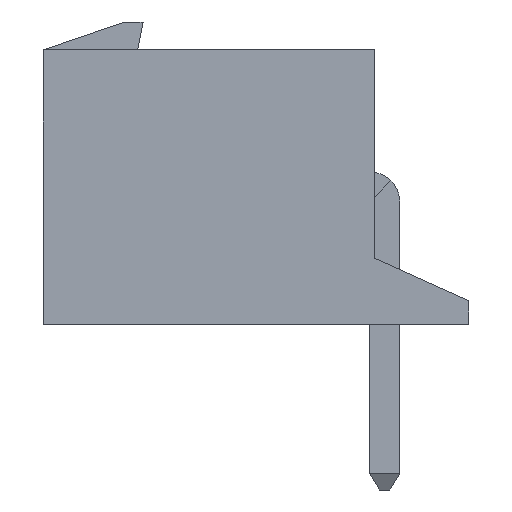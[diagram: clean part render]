
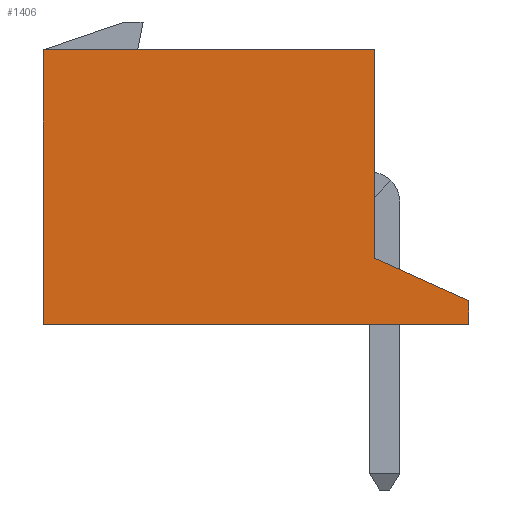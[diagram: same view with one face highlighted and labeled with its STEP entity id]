
A CAD part, left-side view. The second image highlights one B-rep face of the part: STEP entity #1406.
In plain terms, the highlighted planar face has unit normal (-1, 0, 0).
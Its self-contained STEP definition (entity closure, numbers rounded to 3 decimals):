
#235 = VERTEX_POINT ( 'NONE', #5829 ) ;
#290 = PLANE ( 'NONE',  #7646 ) ;
#376 = LINE ( 'NONE', #1407, #4471 ) ;
#429 = LINE ( 'NONE', #2218, #1924 ) ;
#585 = VERTEX_POINT ( 'NONE', #1351 ) ;
#657 = VERTEX_POINT ( 'NONE', #5108 ) ;
#947 = CARTESIAN_POINT ( 'NONE',  ( -7.45, -2., -2.4 ) ) ;
#1190 = CARTESIAN_POINT ( 'NONE',  ( -7.45, 0., -2.9 ) ) ;
#1193 = CARTESIAN_POINT ( 'NONE',  ( -7.45, 7., -2.9 ) ) ;
#1351 = CARTESIAN_POINT ( 'NONE',  ( -7.45, 0., 2.9 ) ) ;
#1406 = ADVANCED_FACE ( 'NONE', ( #11425 ), #290, .T. ) ;
#1407 = CARTESIAN_POINT ( 'NONE',  ( -7.45, 7., 0. ) ) ;
#1443 = LINE ( 'NONE', #4185, #9395 ) ;
#1800 = CARTESIAN_POINT ( 'NONE',  ( -7.45, 0., -1.5 ) ) ;
#1802 = VECTOR ( 'NONE', #9478, 1000. ) ;
#1924 = VECTOR ( 'NONE', #7528, 1000. ) ;
#1934 = VECTOR ( 'NONE', #2960, 1000. ) ;
#2218 = CARTESIAN_POINT ( 'NONE',  ( -7.45, 0., 2.9 ) ) ;
#2894 = LINE ( 'NONE', #11104, #1934 ) ;
#2960 = DIRECTION ( 'NONE',  ( 0., 0., 1. ) ) ;
#2967 = EDGE_CURVE ( 'NONE', #5502, #8471, #5668, .T. ) ;
#3044 = EDGE_CURVE ( 'NONE', #235, #5502, #1443, .T. ) ;
#3223 = DIRECTION ( 'NONE',  ( 0., 1., 0. ) ) ;
#3274 = EDGE_LOOP ( 'NONE', ( #6768, #4576, #11133, #4328, #8924, #9462 ) ) ;
#3916 = DIRECTION ( 'NONE',  ( 0., 0., 1. ) ) ;
#4185 = CARTESIAN_POINT ( 'NONE',  ( -7.45, -2., -2.9 ) ) ;
#4328 = ORIENTED_EDGE ( 'NONE', *, *, #10571, .F. ) ;
#4471 = VECTOR ( 'NONE', #3916, 1000. ) ;
#4576 = ORIENTED_EDGE ( 'NONE', *, *, #5075, .T. ) ;
#4665 = EDGE_CURVE ( 'NONE', #585, #657, #429, .T. ) ;
#4813 = VECTOR ( 'NONE', #3223, 1000. ) ;
#4888 = DIRECTION ( 'NONE',  ( 0., 0., 1. ) ) ;
#5075 = EDGE_CURVE ( 'NONE', #8471, #585, #2894, .T. ) ;
#5108 = CARTESIAN_POINT ( 'NONE',  ( -7.45, 7., 2.9 ) ) ;
#5502 = VERTEX_POINT ( 'NONE', #947 ) ;
#5668 = LINE ( 'NONE', #6608, #1802 ) ;
#5829 = CARTESIAN_POINT ( 'NONE',  ( -7.45, -2., -2.9 ) ) ;
#6608 = CARTESIAN_POINT ( 'NONE',  ( -7.45, -2., -2.4 ) ) ;
#6768 = ORIENTED_EDGE ( 'NONE', *, *, #2967, .T. ) ;
#7528 = DIRECTION ( 'NONE',  ( 0., 1., 0. ) ) ;
#7646 = AXIS2_PLACEMENT_3D ( 'NONE', #1190, #7678, #4888 ) ;
#7678 = DIRECTION ( 'NONE',  ( -1., 0., 0. ) ) ;
#7876 = CARTESIAN_POINT ( 'NONE',  ( -7.45, 0., -2.9 ) ) ;
#8471 = VERTEX_POINT ( 'NONE', #1800 ) ;
#8924 = ORIENTED_EDGE ( 'NONE', *, *, #11248, .F. ) ;
#9395 = VECTOR ( 'NONE', #11616, 1000. ) ;
#9462 = ORIENTED_EDGE ( 'NONE', *, *, #3044, .T. ) ;
#9478 = DIRECTION ( 'NONE',  ( 0., 0.912, 0.41 ) ) ;
#9531 = LINE ( 'NONE', #7876, #4813 ) ;
#9847 = VERTEX_POINT ( 'NONE', #1193 ) ;
#10571 = EDGE_CURVE ( 'NONE', #9847, #657, #376, .T. ) ;
#11104 = CARTESIAN_POINT ( 'NONE',  ( -7.45, 0., -2.9 ) ) ;
#11133 = ORIENTED_EDGE ( 'NONE', *, *, #4665, .T. ) ;
#11248 = EDGE_CURVE ( 'NONE', #235, #9847, #9531, .T. ) ;
#11425 = FACE_OUTER_BOUND ( 'NONE', #3274, .T. ) ;
#11616 = DIRECTION ( 'NONE',  ( 0., 0., 1. ) ) ;
